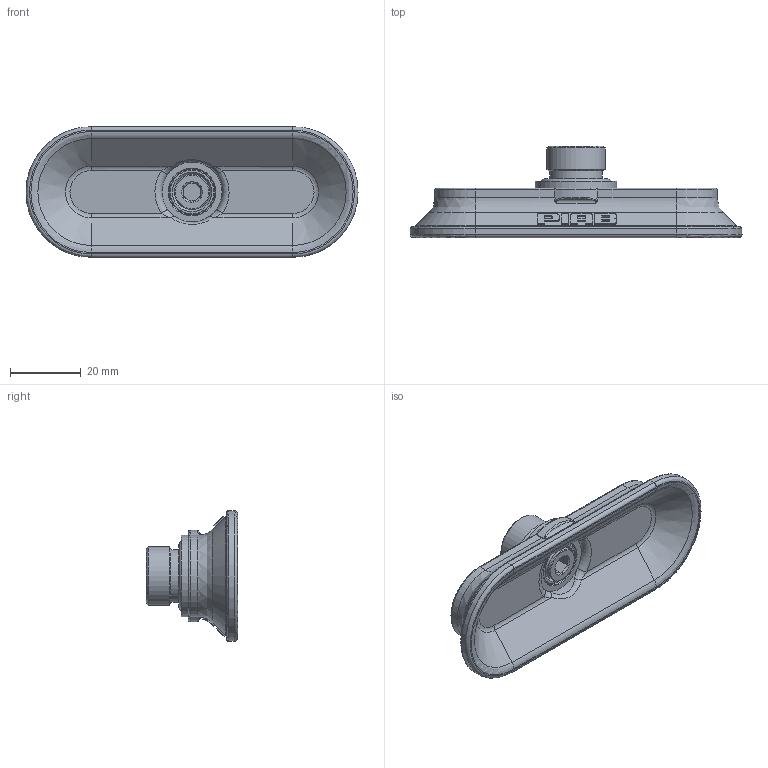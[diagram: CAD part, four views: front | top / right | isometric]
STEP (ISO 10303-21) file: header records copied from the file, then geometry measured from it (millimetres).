
FILE_DESCRIPTION( ( 'Unknown' ), '1' );
FILE_NAME( '0115307.stp', 'Unknown', ( 'Unknown' ), ( 'Unknown' ), 'PSStep 10.0', 'Unknown', ' ' );
FILE_SCHEMA( ( 'AUTOMOTIVE_DESIGN { 1 0 10303 214 1 1 1 1 }' ) );
Length unit declared in the file: millimetre
Products named in the file (1): 0115130
Bounding box: 94 x 25.9 x 37 mm (x, y, z)
Volume: 19381.7 mm3; surface area: 11806.1 mm2
Topology: 1 solids, 4 shells, 818 faces, 2117 edges, 1342 vertices
Faces by surface type: extrusion 441, plane 252, cylinder 66, bspline 20, cone 18, revolution 16, torus 5
Full cylindrical faces by diameter (mm): 3 x2, 5 x1, 8 x2, 10 x5, 10.05 x1, 11.3 x1, 11.5 x2, 11.6 x1, 12.8 x1, 13.1 x1, 14.8 x1, 16.66 x1, 21 x1, 23 x1
Entity records: 42165 total; most frequent: CARTESIAN_POINT 17752, ORIENTED_EDGE 4114, DIRECTION 2468, EDGE_CURVE 2057, VECTOR 1450, B_SPLINE_CURVE_WITH_KNOTS 1329, VERTEX_POINT 1326, LINE 1009
